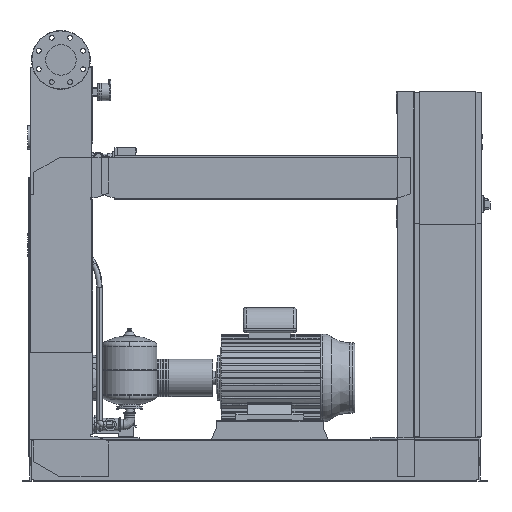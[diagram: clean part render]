
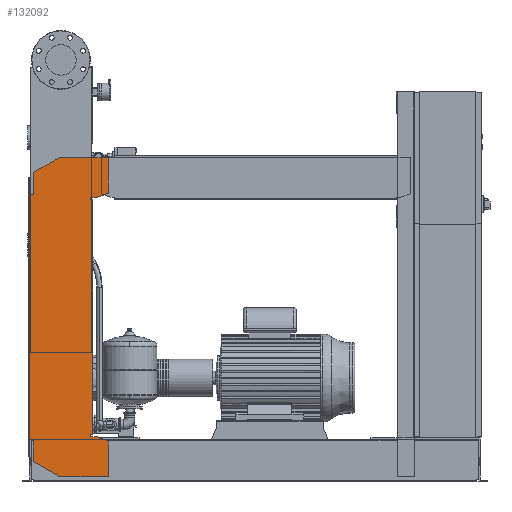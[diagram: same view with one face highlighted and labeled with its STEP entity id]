
A CAD part, front view. The second image highlights one B-rep face of the part: STEP entity #132092.
In plain terms, the highlighted free-form (B-spline) face has degree [1, 1] with [2, 2] control points.
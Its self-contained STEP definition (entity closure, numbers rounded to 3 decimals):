
#131577=CARTESIAN_POINT('',(-102.0,-463.5,1076.0));
#131578=VERTEX_POINT('',#131577);
#131585=CARTESIAN_POINT('',(-102.0,-463.5,1158.574));
#131586=VERTEX_POINT('',#131585);
#131587=CARTESIAN_POINT('',(-102.0,-463.5,1076.0));
#131588=DIRECTION('',(0.0,0.0,1.0));
#131589=VECTOR('',#131588,82.574);
#131590=LINE('',#131587,#131589);
#131591=EDGE_CURVE('',#131578,#131586,#131590,.T.);
#131609=CARTESIAN_POINT('',(-6.,-463.5,1214.0));
#131610=VERTEX_POINT('',#131609);
#131611=CARTESIAN_POINT('',(-102.0,-463.5,1158.574));
#131612=DIRECTION('',(0.866,0.0,0.5));
#131613=VECTOR('',#131612,110.851);
#131614=LINE('',#131611,#131613);
#131615=EDGE_CURVE('',#131586,#131610,#131614,.T.);
#131633=CARTESIAN_POINT('',(177.0,-463.5,1214.0));
#131634=VERTEX_POINT('',#131633);
#131635=CARTESIAN_POINT('',(-6.,-463.5,1214.0));
#131636=DIRECTION('',(1.0,0.0,0.0));
#131637=VECTOR('',#131636,183.0);
#131638=LINE('',#131635,#131637);
#131639=EDGE_CURVE('',#131610,#131634,#131638,.T.);
#131657=CARTESIAN_POINT('',(177.0,-463.5,1080.379));
#131658=VERTEX_POINT('',#131657);
#131659=CARTESIAN_POINT('',(177.0,-463.5,1214.0));
#131660=DIRECTION('',(0.0,0.0,-1.0));
#131661=VECTOR('',#131660,133.621);
#131662=LINE('',#131659,#131661);
#131663=EDGE_CURVE('',#131634,#131658,#131662,.T.);
#131681=CARTESIAN_POINT('',(132.,-463.5,1064.0));
#131682=VERTEX_POINT('',#131681);
#131683=CARTESIAN_POINT('',(177.0,-463.5,1080.379));
#131684=DIRECTION('',(-0.94,0.0,-0.342));
#131685=VECTOR('',#131684,47.888);
#131686=LINE('',#131683,#131685);
#131687=EDGE_CURVE('',#131658,#131682,#131686,.T.);
#131705=CARTESIAN_POINT('',(112.0,-463.5,1064.0));
#131706=VERTEX_POINT('',#131705);
#131707=CARTESIAN_POINT('',(132.,-463.5,1064.0));
#131708=DIRECTION('',(-1.0,0.0,0.0));
#131709=VECTOR('',#131708,20.);
#131710=LINE('',#131707,#131709);
#131711=EDGE_CURVE('',#131682,#131706,#131710,.T.);
#131729=CARTESIAN_POINT('',(112.0,-463.5,1056.0));
#131730=VERTEX_POINT('',#131729);
#131731=CARTESIAN_POINT('',(112.0,-463.5,1064.0));
#131732=DIRECTION('',(0.0,0.0,-1.0));
#131733=VECTOR('',#131732,8.0);
#131734=LINE('',#131731,#131733);
#131735=EDGE_CURVE('',#131706,#131730,#131734,.T.);
#131753=CARTESIAN_POINT('',(120.,-463.5,1056.0));
#131754=VERTEX_POINT('',#131753);
#131755=CARTESIAN_POINT('',(112.0,-463.5,1056.0));
#131756=DIRECTION('',(1.0,0.0,0.0));
#131757=VECTOR('',#131756,8.);
#131758=LINE('',#131755,#131757);
#131759=EDGE_CURVE('',#131730,#131754,#131758,.T.);
#131777=CARTESIAN_POINT('',(120.,-463.5,176.));
#131778=VERTEX_POINT('',#131777);
#131789=CARTESIAN_POINT('',(120.,-463.5,1056.0));
#131790=DIRECTION('',(0.0,0.0,-1.0));
#131791=VECTOR('',#131790,880.);
#131792=LINE('',#131789,#131791);
#131793=EDGE_CURVE('',#131754,#131778,#131792,.T.);
#131807=CARTESIAN_POINT('',(112.,-463.5,176.));
#131808=VERTEX_POINT('',#131807);
#131809=CARTESIAN_POINT('',(120.,-463.5,176.));
#131810=DIRECTION('',(-1.0,0.0,0.0));
#131811=VECTOR('',#131810,8.);
#131812=LINE('',#131809,#131811);
#131813=EDGE_CURVE('',#131778,#131808,#131812,.T.);
#131831=CARTESIAN_POINT('',(112.,-463.5,168.));
#131832=VERTEX_POINT('',#131831);
#131833=CARTESIAN_POINT('',(112.,-463.5,176.));
#131834=DIRECTION('',(0.0,0.0,-1.0));
#131835=VECTOR('',#131834,8.0);
#131836=LINE('',#131833,#131835);
#131837=EDGE_CURVE('',#131808,#131832,#131836,.T.);
#131855=CARTESIAN_POINT('',(132.,-463.5,168.));
#131856=VERTEX_POINT('',#131855);
#131857=CARTESIAN_POINT('',(112.,-463.5,168.));
#131858=DIRECTION('',(1.0,0.0,0.0));
#131859=VECTOR('',#131858,20.0);
#131860=LINE('',#131857,#131859);
#131861=EDGE_CURVE('',#131832,#131856,#131860,.T.);
#131879=CARTESIAN_POINT('',(177.,-463.5,151.621));
#131880=VERTEX_POINT('',#131879);
#131881=CARTESIAN_POINT('',(132.,-463.5,168.));
#131882=DIRECTION('',(0.94,0.0,-0.342));
#131883=VECTOR('',#131882,47.888);
#131884=LINE('',#131881,#131883);
#131885=EDGE_CURVE('',#131856,#131880,#131884,.T.);
#131903=CARTESIAN_POINT('',(177.,-463.5,18.0));
#131904=VERTEX_POINT('',#131903);
#131905=CARTESIAN_POINT('',(177.,-463.5,151.621));
#131906=DIRECTION('',(0.0,0.0,-1.0));
#131907=VECTOR('',#131906,133.621);
#131908=LINE('',#131905,#131907);
#131909=EDGE_CURVE('',#131880,#131904,#131908,.T.);
#131927=CARTESIAN_POINT('',(-4.,-463.5,18.0));
#131928=VERTEX_POINT('',#131927);
#131929=CARTESIAN_POINT('',(177.,-463.5,18.0));
#131930=DIRECTION('',(-1.0,0.0,0.0));
#131931=VECTOR('',#131930,181.);
#131932=LINE('',#131929,#131931);
#131933=EDGE_CURVE('',#131904,#131928,#131932,.T.);
#131951=CARTESIAN_POINT('',(-102.,-463.5,74.58));
#131952=VERTEX_POINT('',#131951);
#131953=CARTESIAN_POINT('',(-4.,-463.5,18.0));
#131954=DIRECTION('',(-0.866,0.,0.5));
#131955=VECTOR('',#131954,113.161);
#131956=LINE('',#131953,#131955);
#131957=EDGE_CURVE('',#131928,#131952,#131956,.T.);
#131975=CARTESIAN_POINT('',(-102.,-463.5,156.0));
#131976=VERTEX_POINT('',#131975);
#131977=CARTESIAN_POINT('',(-102.,-463.5,74.58));
#131978=DIRECTION('',(0.0,0.0,1.0));
#131979=VECTOR('',#131978,81.42);
#131980=LINE('',#131977,#131979);
#131981=EDGE_CURVE('',#131952,#131976,#131980,.T.);
#131999=CARTESIAN_POINT('',(-122.,-463.5,156.0));
#132000=VERTEX_POINT('',#131999);
#132001=CARTESIAN_POINT('',(-102.,-463.5,156.0));
#132002=DIRECTION('',(-1.0,0.0,0.0));
#132003=VECTOR('',#132002,20.0);
#132004=LINE('',#132001,#132003);
#132005=EDGE_CURVE('',#131976,#132000,#132004,.T.);
#132023=CARTESIAN_POINT('',(-122.0,-463.5,1076.0));
#132024=VERTEX_POINT('',#132023);
#132037=CARTESIAN_POINT('',(-122.,-463.5,156.0));
#132038=DIRECTION('',(0.0,0.0,1.0));
#132039=VECTOR('',#132038,920.0);
#132040=LINE('',#132037,#132039);
#132041=EDGE_CURVE('',#132000,#132024,#132040,.T.);
#132055=CARTESIAN_POINT('',(-122.0,-463.5,1076.0));
#132056=DIRECTION('',(1.0,0.0,0.0));
#132057=VECTOR('',#132056,20.0);
#132058=LINE('',#132055,#132057);
#132059=EDGE_CURVE('',#132024,#131578,#132058,.T.);
#132065=CARTESIAN_POINT('',(-122.,-463.5,18.0));
#132066=CARTESIAN_POINT('',(177.0,-463.5,18.0));
#132067=CARTESIAN_POINT('',(-122.,-463.5,1214.0));
#132068=CARTESIAN_POINT('',(177.0,-463.5,1214.0));
#132069=B_SPLINE_SURFACE_WITH_KNOTS('',1,1,((#132065,#132067),(#132066,#132068)),.UNSPECIFIED.,.F.,.F.,.U.,(2,2),(2,2),(0.0,299.),(0.0,1196.0),.UNSPECIFIED.);
#132070=ORIENTED_EDGE('',*,*,#132059,.F.);
#132071=ORIENTED_EDGE('',*,*,#132041,.F.);
#132072=ORIENTED_EDGE('',*,*,#132005,.F.);
#132073=ORIENTED_EDGE('',*,*,#131981,.F.);
#132074=ORIENTED_EDGE('',*,*,#131957,.F.);
#132075=ORIENTED_EDGE('',*,*,#131933,.F.);
#132076=ORIENTED_EDGE('',*,*,#131909,.F.);
#132077=ORIENTED_EDGE('',*,*,#131885,.F.);
#132078=ORIENTED_EDGE('',*,*,#131861,.F.);
#132079=ORIENTED_EDGE('',*,*,#131837,.F.);
#132080=ORIENTED_EDGE('',*,*,#131813,.F.);
#132081=ORIENTED_EDGE('',*,*,#131793,.F.);
#132082=ORIENTED_EDGE('',*,*,#131759,.F.);
#132083=ORIENTED_EDGE('',*,*,#131735,.F.);
#132084=ORIENTED_EDGE('',*,*,#131711,.F.);
#132085=ORIENTED_EDGE('',*,*,#131687,.F.);
#132086=ORIENTED_EDGE('',*,*,#131663,.F.);
#132087=ORIENTED_EDGE('',*,*,#131639,.F.);
#132088=ORIENTED_EDGE('',*,*,#131615,.F.);
#132089=ORIENTED_EDGE('',*,*,#131591,.F.);
#132090=EDGE_LOOP('',(#132070,#132071,#132072,#132073,#132074,#132075,#132076,#132077,#132078,#132079,#132080,#132081,#132082,#132083,#132084,#132085,#132086,#132087,#132088,#132089));
#132091=FACE_OUTER_BOUND('',#132090,.T.);
#132092=ADVANCED_FACE('',(#132091),#132069,.T.);
